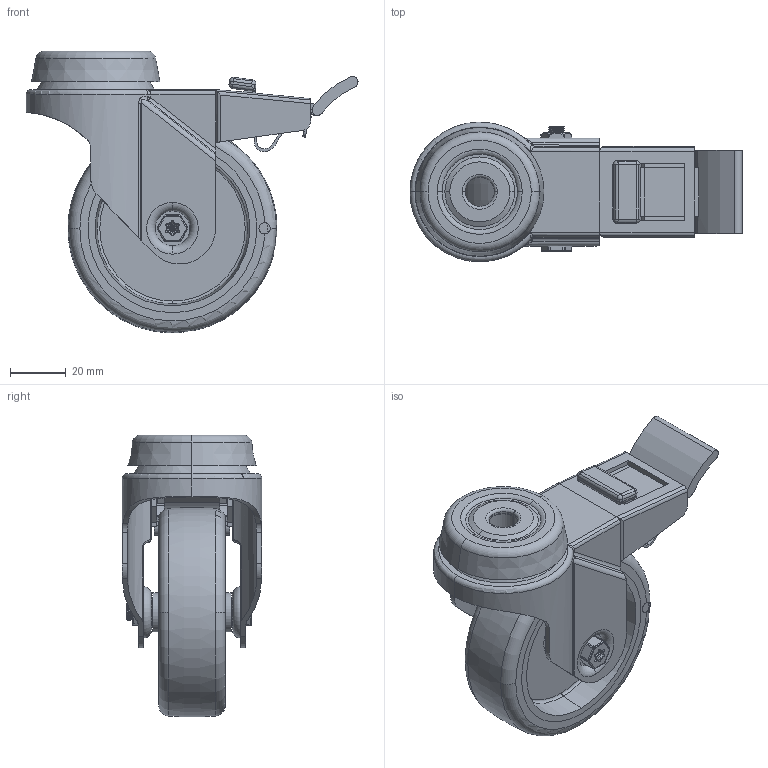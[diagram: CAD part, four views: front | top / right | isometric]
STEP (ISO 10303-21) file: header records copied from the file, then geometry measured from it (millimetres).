
FILE_DESCRIPTION(('STEP AP203'),'1');
FILE_NAME('BZRA75GRECBH10SWB.STEP','2023-06-01T10:42:03',(' '),(' '),'Spatial InterOp 3D',' ',' ');
FILE_SCHEMA(('CONFIG_CONTROL_DESIGN'));
Length unit declared in the file: metre
Products named in the file (18): BZRA75ASBH10SWB; ZINC PLATED PRESSED STEEL HEAD; ZINC PLATED PRESSED STEEL FORKS; ZINC PLATED PRESSED STEEL BRAKE; NYLON BRAKE PEDAL; BRAKE PAD; BZRA75GRECBH10SWB; ELECTRICALLY CONDUCTIVE RUBBER TYRE; ELECTRICALLY CONDUCTIVE RUBBER TYRE Geometry; SPOT; BZL75WGREC; POLYPROPYLENE RIM; TUBEM8X30; ZINC PLATED AXLE TUBE; BOLTBZRA6MM; ZINC PLATED AXLE BOLT; NM6GR8HALFGR8; ZINC PLATED LOCKING NUT
Assembly tree (17 placements, depth 4):
  BZRA75GRECBH10SWB
    BZRA75ASBH10SWB
      ZINC PLATED PRESSED STEEL HEAD
      ZINC PLATED PRESSED STEEL FORKS
      ZINC PLATED PRESSED STEEL BRAKE
      NYLON BRAKE PEDAL
      BRAKE PAD
    BZL75WGREC
      ELECTRICALLY CONDUCTIVE RUBBER TYRE
        ELECTRICALLY CONDUCTIVE RUBBER TYRE Geometry
        SPOT
      POLYPROPYLENE RIM
    TUBEM8X30
      ZINC PLATED AXLE TUBE
    BOLTBZRA6MM
      ZINC PLATED AXLE BOLT
    NM6GR8HALFGR8
      ZINC PLATED LOCKING NUT
Bounding box: 119 x 50 x 100.97 mm (x, y, z)
Volume: 98075.2 mm3; surface area: 68500.6 mm2
Topology: 11 solids, 11 shells, 649 faces, 1675 edges, 1053 vertices
Faces by surface type: cylinder 264, plane 211, torus 76, cone 44, bspline 44, sphere 10
Entity records: 40777 total; most frequent: CARTESIAN_POINT 23987, DIRECTION 3433, ORIENTED_EDGE 3326, EDGE_CURVE 1663, AXIS2_PLACEMENT_3D 1351, VERTEX_POINT 1053, LINE 731, VECTOR 731
